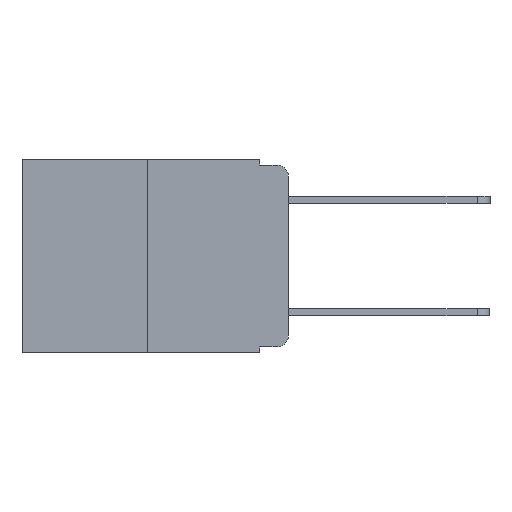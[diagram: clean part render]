
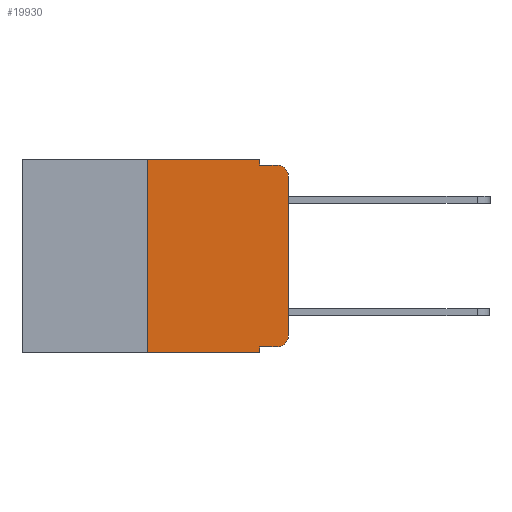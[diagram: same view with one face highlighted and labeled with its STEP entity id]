
A CAD part, left-side view. The second image highlights one B-rep face of the part: STEP entity #19930.
In plain terms, the highlighted planar face has unit normal (-1, 0, 0).
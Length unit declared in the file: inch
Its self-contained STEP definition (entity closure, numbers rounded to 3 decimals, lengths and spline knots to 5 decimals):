
#91 = VERTEX_POINT ( 'NONE', #20057 ) ;
#1318 = EDGE_CURVE ( 'NONE', #91, #7098, #15343, .T. ) ;
#1445 = CARTESIAN_POINT ( 'NONE',  ( 0., 0., 0. ) ) ;
#1501 = CARTESIAN_POINT ( 'NONE',  ( 0., 0.473, 0. ) ) ;
#1543 = ORIENTED_EDGE ( 'NONE', *, *, #15448, .T. ) ;
#1833 = VECTOR ( 'NONE', #4596, 39.37008 ) ;
#1882 = CARTESIAN_POINT ( 'NONE',  ( 0., 0., -0.03 ) ) ;
#2288 = LINE ( 'NONE', #10232, #6375 ) ;
#2382 = CARTESIAN_POINT ( 'NONE',  ( 0., 0.473, 0. ) ) ;
#2402 = ORIENTED_EDGE ( 'NONE', *, *, #13840, .T. ) ;
#2753 = VECTOR ( 'NONE', #8759, 39.37008 ) ;
#3295 = DIRECTION ( 'NONE',  ( 1., 0., 0. ) ) ;
#3347 = CIRCLE ( 'NONE', #16674, 0.02 ) ;
#3348 = CARTESIAN_POINT ( 'NONE',  ( 0., 0.25, 0. ) ) ;
#3370 = VECTOR ( 'NONE', #14857, 39.37008 ) ;
#3534 = EDGE_CURVE ( 'NONE', #5189, #17008, #18035, .T. ) ;
#4549 = ORIENTED_EDGE ( 'NONE', *, *, #4635, .F. ) ;
#4590 = ORIENTED_EDGE ( 'NONE', *, *, #8496, .T. ) ;
#4596 = DIRECTION ( 'NONE',  ( 0., 0., -1. ) ) ;
#4635 = EDGE_CURVE ( 'NONE', #12039, #12519, #6003, .T. ) ;
#4689 = EDGE_LOOP ( 'NONE', ( #19386, #9343, #9603, #13049, #14804, #16867, #1543, #4549, #2402, #4590 ) ) ;
#4955 = DIRECTION ( 'NONE',  ( 0., 0., 1. ) ) ;
#4970 = LINE ( 'NONE', #21098, #13129 ) ;
#5189 = VERTEX_POINT ( 'NONE', #14894 ) ;
#5324 = EDGE_CURVE ( 'NONE', #16152, #7098, #8830, .T. ) ;
#5561 = VERTEX_POINT ( 'NONE', #15599 ) ;
#5870 = DIRECTION ( 'NONE',  ( -1., 0., 0. ) ) ;
#6003 = LINE ( 'NONE', #7299, #10908 ) ;
#6314 = VECTOR ( 'NONE', #10544, 39.37008 ) ;
#6375 = VECTOR ( 'NONE', #21017, 39.37008 ) ;
#6844 = EDGE_CURVE ( 'NONE', #9307, #16152, #12738, .T. ) ;
#7098 = VERTEX_POINT ( 'NONE', #15901 ) ;
#7299 = CARTESIAN_POINT ( 'NONE',  ( 0., 0.051, 0. ) ) ;
#7949 = VECTOR ( 'NONE', #4955, 39.37008 ) ;
#8496 = EDGE_CURVE ( 'NONE', #11251, #9307, #3347, .T. ) ;
#8719 = DIRECTION ( 'NONE',  ( 0., -1., 0. ) ) ;
#8759 = DIRECTION ( 'NONE',  ( 0., -1., 0. ) ) ;
#8817 = DIRECTION ( 'NONE',  ( -1., 0., 0. ) ) ;
#8830 = CIRCLE ( 'NONE', #15452, 0.02 ) ;
#9307 = VERTEX_POINT ( 'NONE', #19310 ) ;
#9343 = ORIENTED_EDGE ( 'NONE', *, *, #5324, .T. ) ;
#9603 = ORIENTED_EDGE ( 'NONE', *, *, #1318, .F. ) ;
#10232 = CARTESIAN_POINT ( 'NONE',  ( 0., 0.051, -0.333 ) ) ;
#10544 = DIRECTION ( 'NONE',  ( 0., -1., 0. ) ) ;
#10908 = VECTOR ( 'NONE', #13626, 39.37008 ) ;
#11213 = AXIS2_PLACEMENT_3D ( 'NONE', #1501, #3295, #14812 ) ;
#11244 = CARTESIAN_POINT ( 'NONE',  ( 0., 0.051, 0. ) ) ;
#11251 = VERTEX_POINT ( 'NONE', #14999 ) ;
#11604 = FACE_OUTER_BOUND ( 'NONE', #4689, .T. ) ;
#12039 = VERTEX_POINT ( 'NONE', #15239 ) ;
#12519 = VERTEX_POINT ( 'NONE', #13148 ) ;
#12738 = LINE ( 'NONE', #1445, #7949 ) ;
#13049 = ORIENTED_EDGE ( 'NONE', *, *, #19756, .F. ) ;
#13129 = VECTOR ( 'NONE', #8719, 39.37008 ) ;
#13148 = CARTESIAN_POINT ( 'NONE',  ( 0., 0.051, -0.343 ) ) ;
#13626 = DIRECTION ( 'NONE',  ( 0., 0., -1. ) ) ;
#13697 = CARTESIAN_POINT ( 'NONE',  ( 0., 0.051, 0. ) ) ;
#13782 = EDGE_CURVE ( 'NONE', #5561, #5189, #15893, .T. ) ;
#13840 = EDGE_CURVE ( 'NONE', #12039, #11251, #2288, .T. ) ;
#14804 = ORIENTED_EDGE ( 'NONE', *, *, #3534, .F. ) ;
#14812 = DIRECTION ( 'NONE',  ( 0., 0., -1. ) ) ;
#14857 = DIRECTION ( 'NONE',  ( 0., 0., 1. ) ) ;
#14894 = CARTESIAN_POINT ( 'NONE',  ( 0., 0.25, 0. ) ) ;
#14999 = CARTESIAN_POINT ( 'NONE',  ( 0., 0.02, -0.333 ) ) ;
#15239 = CARTESIAN_POINT ( 'NONE',  ( 0., 0.051, -0.333 ) ) ;
#15343 = LINE ( 'NONE', #18814, #2753 ) ;
#15448 = EDGE_CURVE ( 'NONE', #5561, #12519, #4970, .T. ) ;
#15452 = AXIS2_PLACEMENT_3D ( 'NONE', #18280, #8817, #19772 ) ;
#15504 = CARTESIAN_POINT ( 'NONE',  ( 0., 0.02, -0.313 ) ) ;
#15599 = CARTESIAN_POINT ( 'NONE',  ( 0., 0.25, -0.343 ) ) ;
#15893 = LINE ( 'NONE', #3348, #3370 ) ;
#15901 = CARTESIAN_POINT ( 'NONE',  ( 0., 0.02, -0.01 ) ) ;
#16152 = VERTEX_POINT ( 'NONE', #1882 ) ;
#16674 = AXIS2_PLACEMENT_3D ( 'NONE', #15504, #5870, #17071 ) ;
#16867 = ORIENTED_EDGE ( 'NONE', *, *, #13782, .F. ) ;
#17008 = VERTEX_POINT ( 'NONE', #13697 ) ;
#17071 = DIRECTION ( 'NONE',  ( 0., 0., -1. ) ) ;
#18035 = LINE ( 'NONE', #2382, #6314 ) ;
#18280 = CARTESIAN_POINT ( 'NONE',  ( 0., 0.02, -0.03 ) ) ;
#18814 = CARTESIAN_POINT ( 'NONE',  ( 0., 0.051, -0.01 ) ) ;
#19124 = LINE ( 'NONE', #11244, #1833 ) ;
#19310 = CARTESIAN_POINT ( 'NONE',  ( 0., 0., -0.313 ) ) ;
#19386 = ORIENTED_EDGE ( 'NONE', *, *, #6844, .T. ) ;
#19756 = EDGE_CURVE ( 'NONE', #17008, #91, #19124, .T. ) ;
#19772 = DIRECTION ( 'NONE',  ( 0., 0., -1. ) ) ;
#19930 = ADVANCED_FACE ( 'NONE', ( #11604 ), #20855, .F. ) ;
#20057 = CARTESIAN_POINT ( 'NONE',  ( 0., 0.051, -0.01 ) ) ;
#20855 = PLANE ( 'NONE',  #11213 ) ;
#21017 = DIRECTION ( 'NONE',  ( 0., -1., 0. ) ) ;
#21098 = CARTESIAN_POINT ( 'NONE',  ( 0., 0.473, -0.343 ) ) ;
